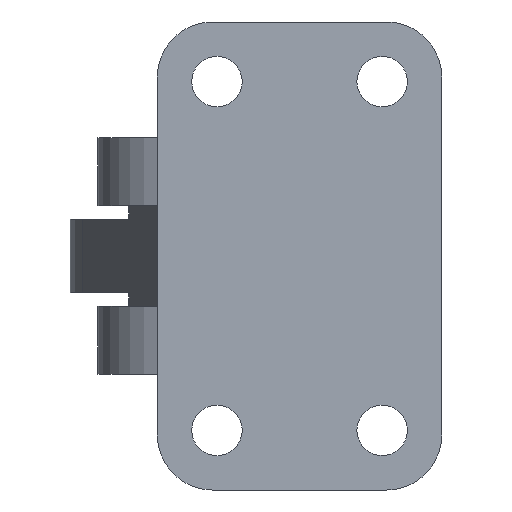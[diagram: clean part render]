
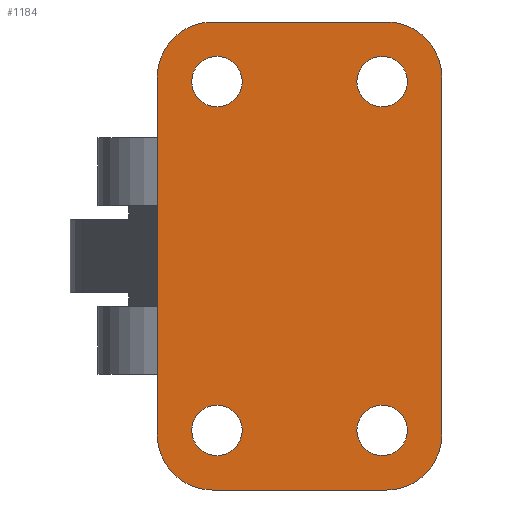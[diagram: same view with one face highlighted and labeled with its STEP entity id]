
A CAD part, front view. The second image highlights one B-rep face of the part: STEP entity #1184.
In plain terms, the highlighted planar face has unit normal (0, -1, 0).
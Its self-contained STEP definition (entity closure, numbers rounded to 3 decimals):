
#47=CIRCLE('',#1235,6.);
#49=CIRCLE('',#1239,6.);
#51=CIRCLE('',#1243,6.);
#53=CIRCLE('',#1247,6.);
#58=CIRCLE('',#1258,2.75);
#59=CIRCLE('',#1259,2.75);
#60=CIRCLE('',#1260,2.75);
#61=CIRCLE('',#1261,2.75);
#170=ORIENTED_EDGE('',*,*,#383,.T.);
#171=ORIENTED_EDGE('',*,*,#384,.F.);
#172=ORIENTED_EDGE('',*,*,#385,.T.);
#173=ORIENTED_EDGE('',*,*,#386,.F.);
#174=ORIENTED_EDGE('',*,*,#336,.F.);
#175=ORIENTED_EDGE('',*,*,#367,.F.);
#176=ORIENTED_EDGE('',*,*,#364,.F.);
#177=ORIENTED_EDGE('',*,*,#358,.F.);
#178=ORIENTED_EDGE('',*,*,#355,.F.);
#179=ORIENTED_EDGE('',*,*,#349,.F.);
#180=ORIENTED_EDGE('',*,*,#346,.F.);
#181=ORIENTED_EDGE('',*,*,#339,.F.);
#336=EDGE_CURVE('',#451,#452,#47,.T.);
#339=EDGE_CURVE('',#452,#454,#526,.T.);
#346=EDGE_CURVE('',#454,#458,#49,.T.);
#349=EDGE_CURVE('',#458,#460,#534,.T.);
#355=EDGE_CURVE('',#460,#464,#51,.T.);
#358=EDGE_CURVE('',#464,#466,#541,.T.);
#364=EDGE_CURVE('',#466,#470,#53,.T.);
#367=EDGE_CURVE('',#470,#451,#548,.T.);
#383=EDGE_CURVE('',#481,#481,#58,.T.);
#384=EDGE_CURVE('',#482,#482,#59,.T.);
#385=EDGE_CURVE('',#483,#483,#60,.T.);
#386=EDGE_CURVE('',#484,#484,#61,.T.);
#451=VERTEX_POINT('',#1624);
#452=VERTEX_POINT('',#1626);
#454=VERTEX_POINT('',#1632);
#458=VERTEX_POINT('',#1644);
#460=VERTEX_POINT('',#1650);
#464=VERTEX_POINT('',#1661);
#466=VERTEX_POINT('',#1667);
#470=VERTEX_POINT('',#1678);
#481=VERTEX_POINT('',#1714);
#482=VERTEX_POINT('',#1716);
#483=VERTEX_POINT('',#1718);
#484=VERTEX_POINT('',#1720);
#526=LINE('',#1631,#605);
#534=LINE('',#1649,#613);
#541=LINE('',#1666,#620);
#548=LINE('',#1683,#627);
#605=VECTOR('',#1363,1000.);
#613=VECTOR('',#1379,1000.);
#620=VECTOR('',#1394,1000.);
#627=VECTOR('',#1409,1000.);
#676=EDGE_LOOP('',(#170));
#677=EDGE_LOOP('',(#171));
#678=EDGE_LOOP('',(#172));
#679=EDGE_LOOP('',(#173));
#680=EDGE_LOOP('',(#174,#175,#176,#177,#178,#179,#180,#181));
#747=FACE_BOUND('',#676,.T.);
#748=FACE_BOUND('',#677,.T.);
#749=FACE_BOUND('',#678,.T.);
#750=FACE_BOUND('',#679,.T.);
#751=FACE_BOUND('',#680,.T.);
#808=PLANE('',#1257);
#1184=ADVANCED_FACE('',(#747,#748,#749,#750,#751),#808,.F.);
#1235=AXIS2_PLACEMENT_3D('',#1625,#1357,#1358);
#1239=AXIS2_PLACEMENT_3D('',#1643,#1373,#1374);
#1243=AXIS2_PLACEMENT_3D('',#1660,#1388,#1389);
#1247=AXIS2_PLACEMENT_3D('',#1677,#1403,#1404);
#1257=AXIS2_PLACEMENT_3D('',#1712,#1437,#1438);
#1258=AXIS2_PLACEMENT_3D('',#1713,#1439,#1440);
#1259=AXIS2_PLACEMENT_3D('',#1715,#1441,#1442);
#1260=AXIS2_PLACEMENT_3D('',#1717,#1443,#1444);
#1261=AXIS2_PLACEMENT_3D('',#1719,#1445,#1446);
#1357=DIRECTION('',(0.,1.,0.));
#1358=DIRECTION('',(1.,0.,0.));
#1363=DIRECTION('',(0.,0.,1.));
#1373=DIRECTION('',(0.,1.,0.));
#1374=DIRECTION('',(1.,0.,0.));
#1379=DIRECTION('',(1.,0.,0.));
#1388=DIRECTION('',(0.,1.,0.));
#1389=DIRECTION('',(1.,0.,0.));
#1394=DIRECTION('',(0.,0.,-1.));
#1403=DIRECTION('',(0.,1.,0.));
#1404=DIRECTION('',(1.,0.,0.));
#1409=DIRECTION('',(-1.,0.,0.));
#1437=DIRECTION('',(0.,1.,0.));
#1438=DIRECTION('',(0.,0.,1.));
#1439=DIRECTION('',(0.,1.,0.));
#1440=DIRECTION('',(0.,0.,1.));
#1441=DIRECTION('',(0.,-1.,0.));
#1442=DIRECTION('',(0.,0.,-1.));
#1443=DIRECTION('',(0.,1.,0.));
#1444=DIRECTION('',(0.,0.,1.));
#1445=DIRECTION('',(0.,-1.,0.));
#1446=DIRECTION('',(0.,0.,-1.));
#1624=CARTESIAN_POINT('',(-9.5,0.,-25.5));
#1625=CARTESIAN_POINT('',(-9.5,0.,-19.5));
#1626=CARTESIAN_POINT('',(-15.5,0.,-19.5));
#1631=CARTESIAN_POINT('',(-15.5,0.,-19.5));
#1632=CARTESIAN_POINT('',(-15.5,0.,19.5));
#1643=CARTESIAN_POINT('',(-9.5,0.,19.5));
#1644=CARTESIAN_POINT('',(-9.5,0.,25.5));
#1649=CARTESIAN_POINT('',(-9.5,0.,25.5));
#1650=CARTESIAN_POINT('',(9.5,0.,25.5));
#1660=CARTESIAN_POINT('',(9.5,0.,19.5));
#1661=CARTESIAN_POINT('',(15.5,0.,19.5));
#1666=CARTESIAN_POINT('',(15.5,0.,19.5));
#1667=CARTESIAN_POINT('',(15.5,0.,-19.5));
#1677=CARTESIAN_POINT('',(9.5,0.,-19.5));
#1678=CARTESIAN_POINT('',(9.5,0.,-25.5));
#1683=CARTESIAN_POINT('',(9.5,0.,-25.5));
#1712=CARTESIAN_POINT('',(-9.5,0.,-19.5));
#1713=CARTESIAN_POINT('',(-9.,0.,19.));
#1714=CARTESIAN_POINT('',(-9.,0.,21.75));
#1715=CARTESIAN_POINT('',(-9.,0.,-19.));
#1716=CARTESIAN_POINT('',(-9.,0.,-21.75));
#1717=CARTESIAN_POINT('',(9.,0.,19.));
#1718=CARTESIAN_POINT('',(9.,0.,21.75));
#1719=CARTESIAN_POINT('',(9.,0.,-19.));
#1720=CARTESIAN_POINT('',(9.,0.,-21.75));
